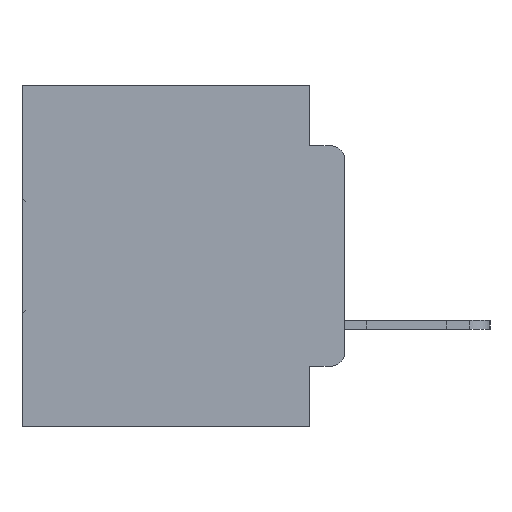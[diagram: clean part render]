
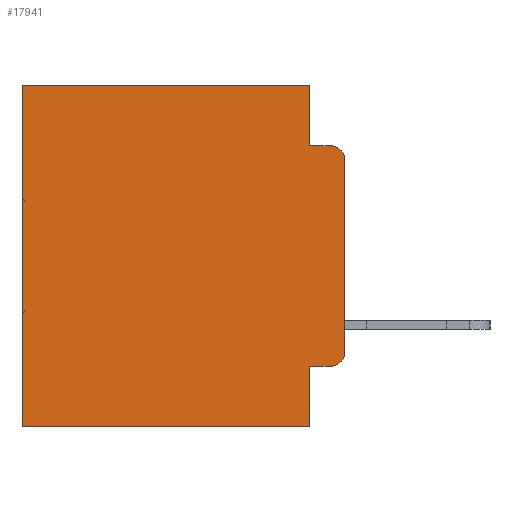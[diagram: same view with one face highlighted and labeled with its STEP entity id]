
A CAD part, left-side view. The second image highlights one B-rep face of the part: STEP entity #17941.
In plain terms, the highlighted planar face has unit normal (-1, 0, 0).
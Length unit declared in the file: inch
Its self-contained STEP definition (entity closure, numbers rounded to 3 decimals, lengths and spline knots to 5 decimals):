
#1254 = CARTESIAN_POINT ( 'NONE',  ( 0.298, 0., 0. ) ) ;
#2123 = AXIS2_PLACEMENT_3D ( 'NONE', #21977, #5973, #13875 ) ;
#2267 = LINE ( 'NONE', #10521, #10566 ) ;
#2633 = VECTOR ( 'NONE', #24286, 39.37008 ) ;
#3017 = ORIENTED_EDGE ( 'NONE', *, *, #3449, .T. ) ;
#3449 = EDGE_CURVE ( 'NONE', #17273, #16941, #7175, .T. ) ;
#3622 = CARTESIAN_POINT ( 'NONE',  ( 0.298, 0.02, -0.0885 ) ) ;
#3705 = VERTEX_POINT ( 'NONE', #18536 ) ;
#3798 = ORIENTED_EDGE ( 'NONE', *, *, #19269, .F. ) ;
#4053 = VERTEX_POINT ( 'NONE', #21952 ) ;
#5247 = VECTOR ( 'NONE', #11718, 39.37008 ) ;
#5973 = DIRECTION ( 'NONE',  ( -1., 0., 0. ) ) ;
#6081 = VECTOR ( 'NONE', #8802, 39.37008 ) ;
#6858 = PLANE ( 'NONE',  #14003 ) ;
#7175 = LINE ( 'NONE', #29629, #21271 ) ;
#7266 = CARTESIAN_POINT ( 'NONE',  ( 0.298, 0.473, 0. ) ) ;
#7320 = CARTESIAN_POINT ( 'NONE',  ( 0.298, 0., -0.1085 ) ) ;
#7479 = EDGE_CURVE ( 'NONE', #3705, #17273, #23188, .T. ) ;
#7560 = CARTESIAN_POINT ( 'NONE',  ( 0.298, 0.051, 0. ) ) ;
#7667 = DIRECTION ( 'NONE',  ( 0., 0., -1. ) ) ;
#7843 = CARTESIAN_POINT ( 'NONE',  ( 0.298, 0.051, -0.4115 ) ) ;
#8558 = ORIENTED_EDGE ( 'NONE', *, *, #21355, .F. ) ;
#8802 = DIRECTION ( 'NONE',  ( 0., 0., -1. ) ) ;
#8818 = EDGE_CURVE ( 'NONE', #10434, #30767, #23440, .T. ) ;
#8950 = EDGE_LOOP ( 'NONE', ( #13180, #25133, #3798, #27592, #28626, #3017, #15852, #8558, #12798, #30246 ) ) ;
#9068 = CARTESIAN_POINT ( 'NONE',  ( 0.298, 0.051, -0.0885 ) ) ;
#9698 = DIRECTION ( 'NONE',  ( 0., 0., -1. ) ) ;
#10036 = LINE ( 'NONE', #24170, #2633 ) ;
#10336 = VERTEX_POINT ( 'NONE', #32391 ) ;
#10434 = VERTEX_POINT ( 'NONE', #13686 ) ;
#10521 = CARTESIAN_POINT ( 'NONE',  ( 0.298, 0., 0. ) ) ;
#10566 = VECTOR ( 'NONE', #7667, 39.37008 ) ;
#11718 = DIRECTION ( 'NONE',  ( 0., -1., 0. ) ) ;
#12287 = VERTEX_POINT ( 'NONE', #3622 ) ;
#12685 = LINE ( 'NONE', #29200, #5247 ) ;
#12798 = ORIENTED_EDGE ( 'NONE', *, *, #28251, .T. ) ;
#13180 = ORIENTED_EDGE ( 'NONE', *, *, #32223, .F. ) ;
#13686 = CARTESIAN_POINT ( 'NONE',  ( 0.298, 0.02, -0.4115 ) ) ;
#13875 = DIRECTION ( 'NONE',  ( 0., 0., -1. ) ) ;
#13933 = DIRECTION ( 'NONE',  ( -1., 0., 0. ) ) ;
#14003 = AXIS2_PLACEMENT_3D ( 'NONE', #1254, #25052, #9698 ) ;
#14598 = DIRECTION ( 'NONE',  ( 0., 1., 0. ) ) ;
#15852 = ORIENTED_EDGE ( 'NONE', *, *, #21021, .F. ) ;
#15924 = VECTOR ( 'NONE', #28080, 39.37008 ) ;
#16941 = VERTEX_POINT ( 'NONE', #22122 ) ;
#17273 = VERTEX_POINT ( 'NONE', #7266 ) ;
#17592 = EDGE_CURVE ( 'NONE', #29017, #12287, #29472, .T. ) ;
#17941 = ADVANCED_FACE ( 'NONE', ( #26067 ), #6858, .F. ) ;
#18113 = AXIS2_PLACEMENT_3D ( 'NONE', #28738, #13933, #31175 ) ;
#18536 = CARTESIAN_POINT ( 'NONE',  ( 0.298, 0.051, 0. ) ) ;
#19269 = EDGE_CURVE ( 'NONE', #25324, #12287, #12685, .T. ) ;
#19355 = VECTOR ( 'NONE', #30756, 39.37008 ) ;
#19515 = LINE ( 'NONE', #24303, #6081 ) ;
#20618 = CARTESIAN_POINT ( 'NONE',  ( 0.298, 0., 0. ) ) ;
#21021 = EDGE_CURVE ( 'NONE', #4053, #16941, #10036, .T. ) ;
#21271 = VECTOR ( 'NONE', #28667, 39.37008 ) ;
#21355 = EDGE_CURVE ( 'NONE', #10336, #4053, #23327, .T. ) ;
#21952 = CARTESIAN_POINT ( 'NONE',  ( 0.298, 0.051, -0.5 ) ) ;
#21977 = CARTESIAN_POINT ( 'NONE',  ( 0.298, 0.02, -0.3915 ) ) ;
#22122 = CARTESIAN_POINT ( 'NONE',  ( 0.298, 0.473, -0.5 ) ) ;
#23188 = LINE ( 'NONE', #20618, #28835 ) ;
#23327 = LINE ( 'NONE', #7560, #15924 ) ;
#23440 = CIRCLE ( 'NONE', #2123, 0.02 ) ;
#24170 = CARTESIAN_POINT ( 'NONE',  ( 0.298, 0., -0.5 ) ) ;
#24286 = DIRECTION ( 'NONE',  ( 0., 1., 0. ) ) ;
#24303 = CARTESIAN_POINT ( 'NONE',  ( 0.298, 0.051, 0. ) ) ;
#25052 = DIRECTION ( 'NONE',  ( 1., 0., 0. ) ) ;
#25133 = ORIENTED_EDGE ( 'NONE', *, *, #17592, .T. ) ;
#25203 = EDGE_CURVE ( 'NONE', #3705, #25324, #19515, .T. ) ;
#25324 = VERTEX_POINT ( 'NONE', #9068 ) ;
#26067 = FACE_OUTER_BOUND ( 'NONE', #8950, .T. ) ;
#26442 = CARTESIAN_POINT ( 'NONE',  ( 0.298, 0., -0.3915 ) ) ;
#27592 = ORIENTED_EDGE ( 'NONE', *, *, #25203, .F. ) ;
#28080 = DIRECTION ( 'NONE',  ( 0., 0., -1. ) ) ;
#28251 = EDGE_CURVE ( 'NONE', #10336, #10434, #32198, .T. ) ;
#28626 = ORIENTED_EDGE ( 'NONE', *, *, #7479, .T. ) ;
#28667 = DIRECTION ( 'NONE',  ( 0., 0., -1. ) ) ;
#28738 = CARTESIAN_POINT ( 'NONE',  ( 0.298, 0.02, -0.1085 ) ) ;
#28835 = VECTOR ( 'NONE', #14598, 39.37008 ) ;
#29017 = VERTEX_POINT ( 'NONE', #7320 ) ;
#29200 = CARTESIAN_POINT ( 'NONE',  ( 0.298, 0.051, -0.0885 ) ) ;
#29472 = CIRCLE ( 'NONE', #18113, 0.02 ) ;
#29629 = CARTESIAN_POINT ( 'NONE',  ( 0.298, 0.473, 0. ) ) ;
#30246 = ORIENTED_EDGE ( 'NONE', *, *, #8818, .T. ) ;
#30756 = DIRECTION ( 'NONE',  ( 0., -1., 0. ) ) ;
#30767 = VERTEX_POINT ( 'NONE', #26442 ) ;
#31175 = DIRECTION ( 'NONE',  ( 0., 0., -1. ) ) ;
#32198 = LINE ( 'NONE', #7843, #19355 ) ;
#32223 = EDGE_CURVE ( 'NONE', #29017, #30767, #2267, .T. ) ;
#32391 = CARTESIAN_POINT ( 'NONE',  ( 0.298, 0.051, -0.4115 ) ) ;
